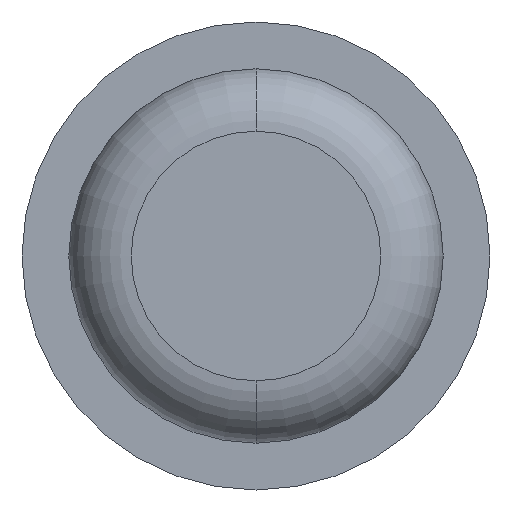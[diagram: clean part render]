
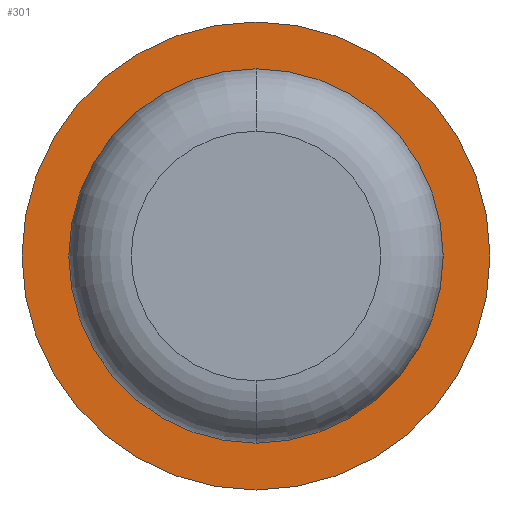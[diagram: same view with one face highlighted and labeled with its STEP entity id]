
A CAD part, front view. The second image highlights one B-rep face of the part: STEP entity #301.
In plain terms, the highlighted planar face has unit normal (0, -1, 0).
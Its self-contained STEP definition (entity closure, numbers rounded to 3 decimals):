
#2 = CIRCLE ( 'NONE', #491, 0.6 ) ;
#42 = AXIS2_PLACEMENT_3D ( 'NONE', #578, #247, #629 ) ;
#52 = EDGE_CURVE ( 'NONE', #632, #138, #2, .T. ) ;
#74 = AXIS2_PLACEMENT_3D ( 'NONE', #606, #413, #271 ) ;
#77 = CARTESIAN_POINT ( 'NONE',  ( 0., 9.5, 0.6 ) ) ;
#79 = CARTESIAN_POINT ( 'NONE',  ( 0., 9.5, -0.75 ) ) ;
#86 = ORIENTED_EDGE ( 'NONE', *, *, #52, .T. ) ;
#91 = EDGE_LOOP ( 'NONE', ( #131, #189 ) ) ;
#106 = AXIS2_PLACEMENT_3D ( 'NONE', #443, #444, #486 ) ;
#131 = ORIENTED_EDGE ( 'NONE', *, *, #549, .F. ) ;
#133 = VERTEX_POINT ( 'NONE', #323 ) ;
#138 = VERTEX_POINT ( 'NONE', #77 ) ;
#189 = ORIENTED_EDGE ( 'NONE', *, *, #350, .F. ) ;
#191 = CIRCLE ( 'NONE', #42, 0.6 ) ;
#207 = CARTESIAN_POINT ( 'NONE',  ( 0., 9.5, -0.6 ) ) ;
#247 = DIRECTION ( 'NONE',  ( 0., 1., 0. ) ) ;
#270 = VERTEX_POINT ( 'NONE', #79 ) ;
#271 = DIRECTION ( 'NONE',  ( 0., 0., 1. ) ) ;
#301 = ADVANCED_FACE ( 'NONE', ( #550, #465 ), #410, .F. ) ;
#302 = CARTESIAN_POINT ( 'NONE',  ( 0., 9.5, 0. ) ) ;
#323 = CARTESIAN_POINT ( 'NONE',  ( 0., 9.5, 0.75 ) ) ;
#326 = CARTESIAN_POINT ( 'NONE',  ( 0., 9.5, 0. ) ) ;
#350 = EDGE_CURVE ( 'NONE', #133, #270, #476, .T. ) ;
#399 = CIRCLE ( 'NONE', #106, 0.75 ) ;
#410 = PLANE ( 'NONE',  #74 ) ;
#413 = DIRECTION ( 'NONE',  ( 0., 1., 0. ) ) ;
#442 = AXIS2_PLACEMENT_3D ( 'NONE', #326, #468, #514 ) ;
#443 = CARTESIAN_POINT ( 'NONE',  ( 0., 9.5, 0. ) ) ;
#444 = DIRECTION ( 'NONE',  ( 0., 1., 0. ) ) ;
#465 = FACE_BOUND ( 'NONE', #616, .T. ) ;
#468 = DIRECTION ( 'NONE',  ( 0., 1., 0. ) ) ;
#476 = CIRCLE ( 'NONE', #442, 0.75 ) ;
#481 = EDGE_CURVE ( 'NONE', #138, #632, #191, .T. ) ;
#486 = DIRECTION ( 'NONE',  ( 0., 0., 1. ) ) ;
#488 = DIRECTION ( 'NONE',  ( 0., 1., 0. ) ) ;
#491 = AXIS2_PLACEMENT_3D ( 'NONE', #302, #488, #541 ) ;
#514 = DIRECTION ( 'NONE',  ( 0., 0., 1. ) ) ;
#519 = ORIENTED_EDGE ( 'NONE', *, *, #481, .T. ) ;
#541 = DIRECTION ( 'NONE',  ( 0., 0., 1. ) ) ;
#549 = EDGE_CURVE ( 'NONE', #270, #133, #399, .T. ) ;
#550 = FACE_OUTER_BOUND ( 'NONE', #91, .T. ) ;
#578 = CARTESIAN_POINT ( 'NONE',  ( 0., 9.5, 0. ) ) ;
#606 = CARTESIAN_POINT ( 'NONE',  ( 0., 9.5, 0. ) ) ;
#616 = EDGE_LOOP ( 'NONE', ( #86, #519 ) ) ;
#629 = DIRECTION ( 'NONE',  ( 0., 0., 1. ) ) ;
#632 = VERTEX_POINT ( 'NONE', #207 ) ;
